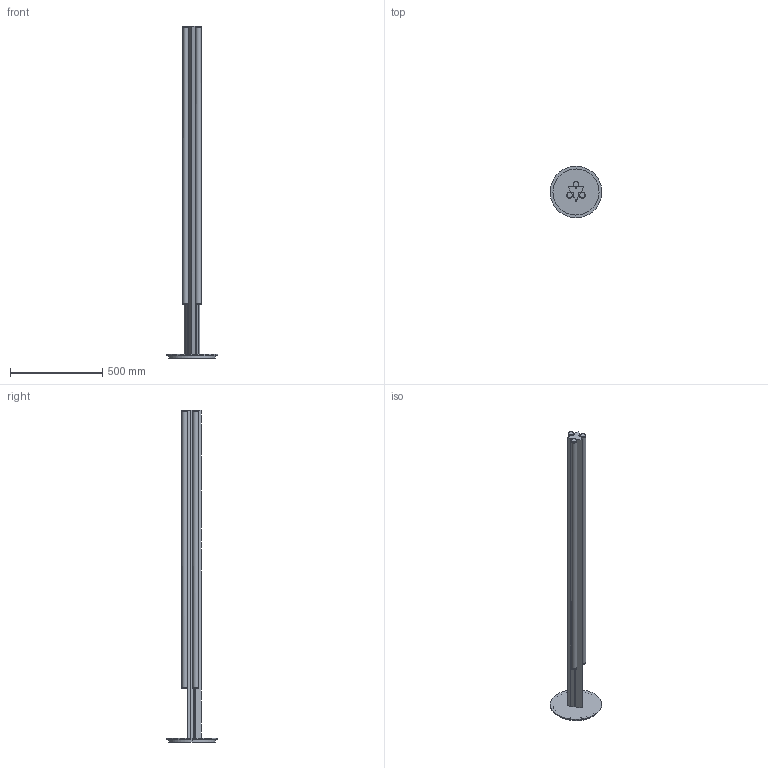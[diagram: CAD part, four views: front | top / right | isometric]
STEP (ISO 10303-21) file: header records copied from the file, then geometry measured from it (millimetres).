
FILE_DESCRIPTION(/* description */ (''),/* implementation_level */ '2;1');
FILE_NAME(/* name */ 'Dreispitz Floor',/* time_stamp */ '2025-06-03T12:43:22+02:00',/* author */ (''),/* organization */ (''),/* preprocessor_version */ 'ST-DEVELOPER v16.5',/* originating_system */ 'Rhino 7.37',/* authorisation */ '');
FILE_SCHEMA (('AUTOMOTIVE_DESIGN'));
Length unit declared in the file: millimetre
Products named in the file (1): Document
Bounding box: 280 x 279.77 x 1800.43 mm (x, y, z)
Volume: 9922750.4 mm3; surface area: 1282929 mm2
Topology: 12 solids, 12 shells, 142 faces, 319 edges, 202 vertices
Faces by surface type: bspline 83, plane 37, cylinder 22
Entity records: 8021 total; most frequent: CARTESIAN_POINT 6050, ORIENTED_EDGE 638, EDGE_CURVE 319, VERTEX_POINT 202, EDGE_LOOP 143, ADVANCED_FACE 142, FACE_OUTER_BOUND 142, DIRECTION 63
